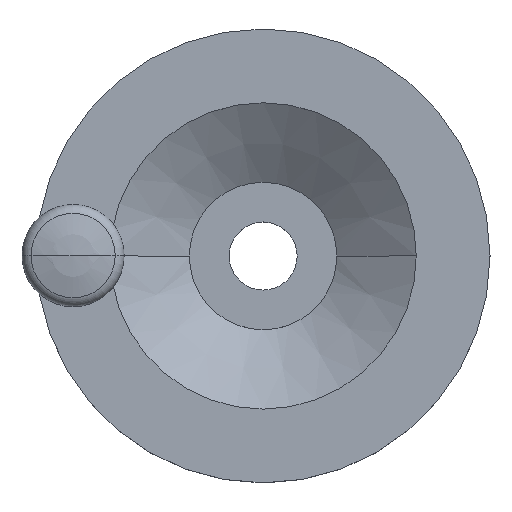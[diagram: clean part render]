
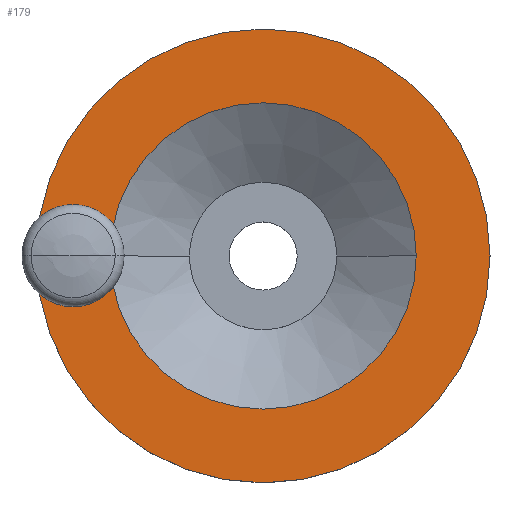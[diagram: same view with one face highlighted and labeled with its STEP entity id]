
A CAD part, top view. The second image highlights one B-rep face of the part: STEP entity #179.
In plain terms, the highlighted planar face has unit normal (0, 0, 1).
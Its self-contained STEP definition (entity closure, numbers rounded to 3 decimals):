
#179=ADVANCED_FACE('',(#478,#479,#480),#481,.T.);
#225=VERTEX_POINT('',#535);
#237=EDGE_CURVE('',#255,#285,#549,.T.);
#245=VERTEX_POINT('',#559);
#255=VERTEX_POINT('',#569);
#285=VERTEX_POINT('',#601);
#299=VERTEX_POINT('',#616);
#313=EDGE_CURVE('',#299,#315,#631,.T.);
#315=VERTEX_POINT('',#633);
#369=EDGE_CURVE('',#245,#225,#694,.T.);
#379=EDGE_CURVE('',#315,#299,#705,.T.);
#393=EDGE_CURVE('',#285,#255,#720,.T.);
#437=EDGE_CURVE('',#225,#245,#770,.T.);
#478=FACE_BOUND('',#803,.T.);
#479=FACE_OUTER_BOUND('',#804,.T.);
#480=FACE_BOUND('',#805,.T.);
#481=PLANE('',#806);
#535=CARTESIAN_POINT('',(-28.5,0.,26.0));
#549=CIRCLE('',#895,27.0);
#559=CARTESIAN_POINT('',(-38.5,0.,26.0));
#569=CARTESIAN_POINT('',(27.,0.,26.0));
#601=CARTESIAN_POINT('',(-27.0,0.,26.0));
#616=CARTESIAN_POINT('',(-40.0,0.,26.0));
#631=CIRCLE('',#999,40.0);
#633=CARTESIAN_POINT('',(40.,0.,26.0));
#694=CIRCLE('',#1076,5.0);
#705=CIRCLE('',#1091,40.0);
#720=CIRCLE('',#1113,27.0);
#770=CIRCLE('',#1179,5.0);
#803=EDGE_LOOP('',(#1226,#1227));
#804=EDGE_LOOP('',(#1228,#1229));
#805=EDGE_LOOP('',(#1230,#1231));
#806=AXIS2_PLACEMENT_3D('',#1232,#1233,#1234);
#895=AXIS2_PLACEMENT_3D('',#1327,#1328,#1329);
#999=AXIS2_PLACEMENT_3D('',#1408,#1409,#1410);
#1076=AXIS2_PLACEMENT_3D('',#1490,#1491,#1492);
#1091=AXIS2_PLACEMENT_3D('',#1510,#1511,#1512);
#1113=AXIS2_PLACEMENT_3D('',#1524,#1525,#1526);
#1179=AXIS2_PLACEMENT_3D('',#1597,#1598,#1599);
#1226=ORIENTED_EDGE('',*,*,#369,.T.);
#1227=ORIENTED_EDGE('',*,*,#437,.T.);
#1228=ORIENTED_EDGE('',*,*,#313,.F.);
#1229=ORIENTED_EDGE('',*,*,#379,.F.);
#1230=ORIENTED_EDGE('',*,*,#393,.T.);
#1231=ORIENTED_EDGE('',*,*,#237,.T.);
#1232=CARTESIAN_POINT('',(-33.5,0.,26.0));
#1233=DIRECTION('',(0.0,0.0,1.0));
#1234=DIRECTION('',(-1.0,0.,0.0));
#1327=CARTESIAN_POINT('',(0.,0.,26.0));
#1328=DIRECTION('',(-0.0,0.0,-1.0));
#1329=DIRECTION('',(-1.0,0.,0.0));
#1408=CARTESIAN_POINT('',(0.,0.,26.0));
#1409=DIRECTION('',(-0.0,0.0,-1.0));
#1410=DIRECTION('',(-1.0,0.,0.0));
#1490=CARTESIAN_POINT('',(-33.5,0.,26.0));
#1491=DIRECTION('',(-0.0,0.0,-1.0));
#1492=DIRECTION('',(-1.0,0.,0.0));
#1510=CARTESIAN_POINT('',(0.,0.,26.0));
#1511=DIRECTION('',(-0.0,0.0,-1.0));
#1512=DIRECTION('',(-1.0,0.,0.0));
#1524=CARTESIAN_POINT('',(0.,0.,26.0));
#1525=DIRECTION('',(-0.0,0.0,-1.0));
#1526=DIRECTION('',(-1.0,0.,0.0));
#1597=CARTESIAN_POINT('',(-33.5,0.,26.0));
#1598=DIRECTION('',(-0.0,0.0,-1.0));
#1599=DIRECTION('',(-1.0,0.,0.0));
